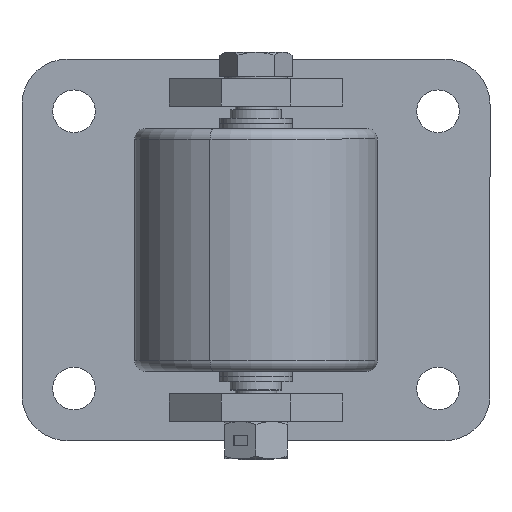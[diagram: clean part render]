
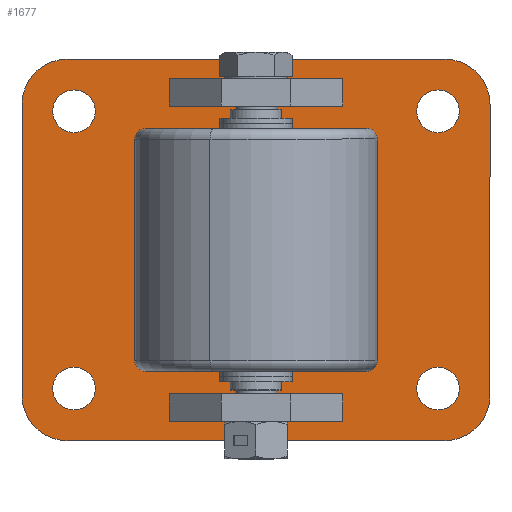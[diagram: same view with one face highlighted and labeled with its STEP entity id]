
A CAD part, front view. The second image highlights one B-rep face of the part: STEP entity #1677.
In plain terms, the highlighted planar face has unit normal (0, -1, 0).
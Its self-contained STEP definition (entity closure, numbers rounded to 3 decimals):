
#189 = LINE ( 'NONE', #3787, #11123 ) ;
#267 = DIRECTION ( 'NONE',  ( 0., -1., 0. ) ) ;
#358 = VERTEX_POINT ( 'NONE', #3171 ) ;
#421 = EDGE_CURVE ( 'NONE', #7691, #5587, #1666, .T. ) ;
#479 = EDGE_CURVE ( 'NONE', #9176, #10889, #5135, .T. ) ;
#659 = ORIENTED_EDGE ( 'NONE', *, *, #6298, .F. ) ;
#746 = EDGE_CURVE ( 'NONE', #9452, #5096, #10356, .T. ) ;
#865 = AXIS2_PLACEMENT_3D ( 'NONE', #4384, #6024, #9641 ) ;
#916 = VERTEX_POINT ( 'NONE', #3102 ) ;
#1058 = VECTOR ( 'NONE', #1950, 1000. ) ;
#1059 = AXIS2_PLACEMENT_3D ( 'NONE', #6083, #7673, #3235 ) ;
#1123 = CIRCLE ( 'NONE', #10019, 13. ) ;
#1366 = EDGE_LOOP ( 'NONE', ( #5543, #7451 ) ) ;
#1547 = ORIENTED_EDGE ( 'NONE', *, *, #8483, .F. ) ;
#1634 = CARTESIAN_POINT ( 'NONE',  ( 54.5, -8., -55. ) ) ;
#1666 = CIRCLE ( 'NONE', #5849, 6.15 ) ;
#1677 = ADVANCED_FACE ( 'NONE', ( #9116, #9469, #6797, #8602, #2327 ), #6020, .T. ) ;
#1740 = DIRECTION ( 'NONE',  ( 0., -1., 0. ) ) ;
#1779 = DIRECTION ( 'NONE',  ( 1., 0., 0. ) ) ;
#1784 = CARTESIAN_POINT ( 'NONE',  ( -46.35, -8., 40. ) ) ;
#1926 = ORIENTED_EDGE ( 'NONE', *, *, #2722, .T. ) ;
#1947 = CARTESIAN_POINT ( 'NONE',  ( -46.35, -8., -40. ) ) ;
#1950 = DIRECTION ( 'NONE',  ( 0., 0., -1. ) ) ;
#1975 = ORIENTED_EDGE ( 'NONE', *, *, #8181, .T. ) ;
#2014 = AXIS2_PLACEMENT_3D ( 'NONE', #8918, #1740, #5287 ) ;
#2327 = FACE_OUTER_BOUND ( 'NONE', #10982, .T. ) ;
#2368 = ORIENTED_EDGE ( 'NONE', *, *, #479, .F. ) ;
#2440 = ORIENTED_EDGE ( 'NONE', *, *, #421, .F. ) ;
#2484 = VERTEX_POINT ( 'NONE', #5159 ) ;
#2521 = CARTESIAN_POINT ( 'NONE',  ( 54.5, -8., -42. ) ) ;
#2722 = EDGE_CURVE ( 'NONE', #5562, #2484, #1123, .T. ) ;
#2954 = CIRCLE ( 'NONE', #11447, 6.15 ) ;
#2996 = DIRECTION ( 'NONE',  ( -1., 0., 0. ) ) ;
#3102 = CARTESIAN_POINT ( 'NONE',  ( -54.5, -8., -55. ) ) ;
#3171 = CARTESIAN_POINT ( 'NONE',  ( -67.5, -8., -42. ) ) ;
#3181 = AXIS2_PLACEMENT_3D ( 'NONE', #8511, #9174, #10965 ) ;
#3235 = DIRECTION ( 'NONE',  ( 1., 0., 0. ) ) ;
#3544 = AXIS2_PLACEMENT_3D ( 'NONE', #2521, #5240, #7994 ) ;
#3588 = CARTESIAN_POINT ( 'NONE',  ( 52.5, -8., -40. ) ) ;
#3672 = EDGE_CURVE ( 'NONE', #4904, #5316, #9771, .T. ) ;
#3761 = DIRECTION ( 'NONE',  ( 0., 0., 1. ) ) ;
#3787 = CARTESIAN_POINT ( 'NONE',  ( -55.5, -8., -55. ) ) ;
#3974 = CARTESIAN_POINT ( 'NONE',  ( -52.5, -8., -40. ) ) ;
#3990 = CARTESIAN_POINT ( 'NONE',  ( 67.5, -8., -42. ) ) ;
#4025 = EDGE_CURVE ( 'NONE', #9096, #9881, #10152, .T. ) ;
#4162 = EDGE_CURVE ( 'NONE', #8235, #6047, #2954, .T. ) ;
#4384 = CARTESIAN_POINT ( 'NONE',  ( -52.5, -8., 40. ) ) ;
#4468 = EDGE_LOOP ( 'NONE', ( #2440, #1547 ) ) ;
#4615 = ORIENTED_EDGE ( 'NONE', *, *, #3672, .T. ) ;
#4633 = AXIS2_PLACEMENT_3D ( 'NONE', #7369, #4734, #11682 ) ;
#4723 = LINE ( 'NONE', #7461, #6781 ) ;
#4734 = DIRECTION ( 'NONE',  ( 0., -1., 0. ) ) ;
#4904 = VERTEX_POINT ( 'NONE', #6248 ) ;
#4937 = CARTESIAN_POINT ( 'NONE',  ( 67.5, -8., 42. ) ) ;
#5096 = VERTEX_POINT ( 'NONE', #10846 ) ;
#5135 = CIRCLE ( 'NONE', #11591, 6.15 ) ;
#5159 = CARTESIAN_POINT ( 'NONE',  ( 54.5, -8., 55. ) ) ;
#5240 = DIRECTION ( 'NONE',  ( 0., -1., 0. ) ) ;
#5287 = DIRECTION ( 'NONE',  ( -1., 0., 0. ) ) ;
#5316 = VERTEX_POINT ( 'NONE', #6143 ) ;
#5367 = CARTESIAN_POINT ( 'NONE',  ( 52.5, -8., 40. ) ) ;
#5543 = ORIENTED_EDGE ( 'NONE', *, *, #4025, .F. ) ;
#5562 = VERTEX_POINT ( 'NONE', #4937 ) ;
#5587 = VERTEX_POINT ( 'NONE', #7676 ) ;
#5703 = DIRECTION ( 'NONE',  ( 0., -1., 0. ) ) ;
#5766 = LINE ( 'NONE', #3990, #7899 ) ;
#5849 = AXIS2_PLACEMENT_3D ( 'NONE', #3588, #7198, #8082 ) ;
#5852 = DIRECTION ( 'NONE',  ( 0., -1., 0. ) ) ;
#5912 = DIRECTION ( 'NONE',  ( 0., -1., 0. ) ) ;
#5935 = CARTESIAN_POINT ( 'NONE',  ( 58.65, -8., 40. ) ) ;
#6020 = PLANE ( 'NONE',  #8076 ) ;
#6024 = DIRECTION ( 'NONE',  ( 0., -1., 0. ) ) ;
#6047 = VERTEX_POINT ( 'NONE', #10891 ) ;
#6061 = ORIENTED_EDGE ( 'NONE', *, *, #8381, .T. ) ;
#6083 = CARTESIAN_POINT ( 'NONE',  ( -52.5, -8., -40. ) ) ;
#6143 = CARTESIAN_POINT ( 'NONE',  ( -67.5, -8., 42. ) ) ;
#6216 = CARTESIAN_POINT ( 'NONE',  ( -58.65, -8., 40. ) ) ;
#6248 = CARTESIAN_POINT ( 'NONE',  ( -54.5, -8., 55. ) ) ;
#6298 = EDGE_CURVE ( 'NONE', #10889, #9176, #6355, .T. ) ;
#6355 = CIRCLE ( 'NONE', #865, 6.15 ) ;
#6450 = ORIENTED_EDGE ( 'NONE', *, *, #7913, .T. ) ;
#6721 = CARTESIAN_POINT ( 'NONE',  ( 58.65, -8., -40. ) ) ;
#6741 = LINE ( 'NONE', #10196, #1058 ) ;
#6781 = VECTOR ( 'NONE', #10210, 1000. ) ;
#6797 = FACE_BOUND ( 'NONE', #4468, .T. ) ;
#7198 = DIRECTION ( 'NONE',  ( 0., -1., 0. ) ) ;
#7269 = EDGE_LOOP ( 'NONE', ( #11548, #10907 ) ) ;
#7361 = EDGE_LOOP ( 'NONE', ( #659, #2368 ) ) ;
#7369 = CARTESIAN_POINT ( 'NONE',  ( -54.5, -8., 42. ) ) ;
#7451 = ORIENTED_EDGE ( 'NONE', *, *, #10587, .F. ) ;
#7461 = CARTESIAN_POINT ( 'NONE',  ( 55.5, -8., 55. ) ) ;
#7555 = EDGE_CURVE ( 'NONE', #6047, #8235, #11124, .T. ) ;
#7673 = DIRECTION ( 'NONE',  ( 0., -1., 0. ) ) ;
#7676 = CARTESIAN_POINT ( 'NONE',  ( 46.35, -8., -40. ) ) ;
#7691 = VERTEX_POINT ( 'NONE', #6721 ) ;
#7762 = ORIENTED_EDGE ( 'NONE', *, *, #9258, .T. ) ;
#7899 = VECTOR ( 'NONE', #3761, 1000. ) ;
#7913 = EDGE_CURVE ( 'NONE', #358, #916, #10195, .T. ) ;
#7983 = EDGE_CURVE ( 'NONE', #5096, #5562, #5766, .T. ) ;
#7994 = DIRECTION ( 'NONE',  ( -1., 0., 0. ) ) ;
#8076 = AXIS2_PLACEMENT_3D ( 'NONE', #8676, #5912, #9519 ) ;
#8082 = DIRECTION ( 'NONE',  ( 1., 0., 0. ) ) ;
#8102 = DIRECTION ( 'NONE',  ( 0., -1., 0. ) ) ;
#8146 = CARTESIAN_POINT ( 'NONE',  ( -58.65, -8., -40. ) ) ;
#8181 = EDGE_CURVE ( 'NONE', #2484, #4904, #4723, .T. ) ;
#8235 = VERTEX_POINT ( 'NONE', #5935 ) ;
#8381 = EDGE_CURVE ( 'NONE', #916, #9452, #189, .T. ) ;
#8404 = DIRECTION ( 'NONE',  ( 1., 0., 0. ) ) ;
#8483 = EDGE_CURVE ( 'NONE', #5587, #7691, #9445, .T. ) ;
#8511 = CARTESIAN_POINT ( 'NONE',  ( 52.5, -8., -40. ) ) ;
#8602 = FACE_BOUND ( 'NONE', #7269, .T. ) ;
#8676 = CARTESIAN_POINT ( 'NONE',  ( -55.5, -8., 42. ) ) ;
#8826 = AXIS2_PLACEMENT_3D ( 'NONE', #3974, #5703, #8404 ) ;
#8918 = CARTESIAN_POINT ( 'NONE',  ( -54.5, -8., -42. ) ) ;
#9096 = VERTEX_POINT ( 'NONE', #1947 ) ;
#9116 = FACE_BOUND ( 'NONE', #1366, .T. ) ;
#9121 = ORIENTED_EDGE ( 'NONE', *, *, #7983, .T. ) ;
#9174 = DIRECTION ( 'NONE',  ( 0., -1., 0. ) ) ;
#9176 = VERTEX_POINT ( 'NONE', #6216 ) ;
#9258 = EDGE_CURVE ( 'NONE', #5316, #358, #6741, .T. ) ;
#9321 = CARTESIAN_POINT ( 'NONE',  ( -52.5, -8., 40. ) ) ;
#9330 = CARTESIAN_POINT ( 'NONE',  ( 54.5, -8., 42. ) ) ;
#9445 = CIRCLE ( 'NONE', #3181, 6.15 ) ;
#9452 = VERTEX_POINT ( 'NONE', #1634 ) ;
#9469 = FACE_BOUND ( 'NONE', #7361, .T. ) ;
#9519 = DIRECTION ( 'NONE',  ( 1., 0., 0. ) ) ;
#9641 = DIRECTION ( 'NONE',  ( 1., 0., 0. ) ) ;
#9771 = CIRCLE ( 'NONE', #4633, 13. ) ;
#9878 = CARTESIAN_POINT ( 'NONE',  ( 52.5, -8., 40. ) ) ;
#9881 = VERTEX_POINT ( 'NONE', #8146 ) ;
#9903 = DIRECTION ( 'NONE',  ( 0., -1., 0. ) ) ;
#10019 = AXIS2_PLACEMENT_3D ( 'NONE', #9330, #5852, #2996 ) ;
#10103 = DIRECTION ( 'NONE',  ( 1., 0., 0. ) ) ;
#10152 = CIRCLE ( 'NONE', #8826, 6.15 ) ;
#10195 = CIRCLE ( 'NONE', #2014, 13. ) ;
#10196 = CARTESIAN_POINT ( 'NONE',  ( -67.5, -8., 42. ) ) ;
#10210 = DIRECTION ( 'NONE',  ( -1., 0., 0. ) ) ;
#10356 = CIRCLE ( 'NONE', #3544, 13. ) ;
#10439 = ORIENTED_EDGE ( 'NONE', *, *, #746, .T. ) ;
#10510 = CIRCLE ( 'NONE', #1059, 6.15 ) ;
#10587 = EDGE_CURVE ( 'NONE', #9881, #9096, #10510, .T. ) ;
#10846 = CARTESIAN_POINT ( 'NONE',  ( 67.5, -8., -42. ) ) ;
#10889 = VERTEX_POINT ( 'NONE', #1784 ) ;
#10891 = CARTESIAN_POINT ( 'NONE',  ( 46.35, -8., 40. ) ) ;
#10907 = ORIENTED_EDGE ( 'NONE', *, *, #7555, .F. ) ;
#10941 = AXIS2_PLACEMENT_3D ( 'NONE', #9878, #8102, #11710 ) ;
#10965 = DIRECTION ( 'NONE',  ( 1., 0., 0. ) ) ;
#10982 = EDGE_LOOP ( 'NONE', ( #1975, #4615, #7762, #6450, #6061, #10439, #9121, #1926 ) ) ;
#11012 = DIRECTION ( 'NONE',  ( 1., 0., 0. ) ) ;
#11123 = VECTOR ( 'NONE', #11012, 1000. ) ;
#11124 = CIRCLE ( 'NONE', #10941, 6.15 ) ;
#11447 = AXIS2_PLACEMENT_3D ( 'NONE', #5367, #9903, #1779 ) ;
#11548 = ORIENTED_EDGE ( 'NONE', *, *, #4162, .F. ) ;
#11591 = AXIS2_PLACEMENT_3D ( 'NONE', #9321, #267, #10103 ) ;
#11682 = DIRECTION ( 'NONE',  ( -1., 0., 0. ) ) ;
#11710 = DIRECTION ( 'NONE',  ( 1., 0., 0. ) ) ;
